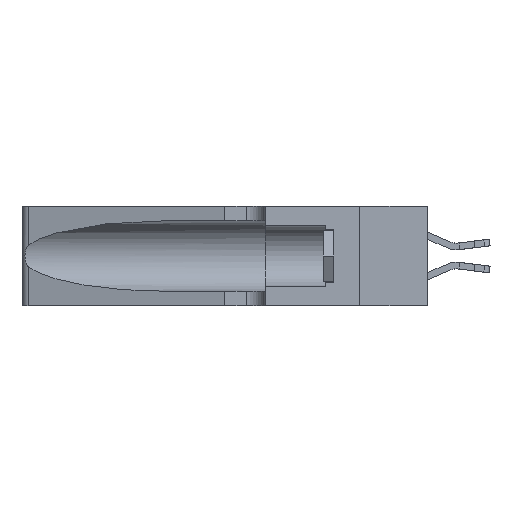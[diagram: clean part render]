
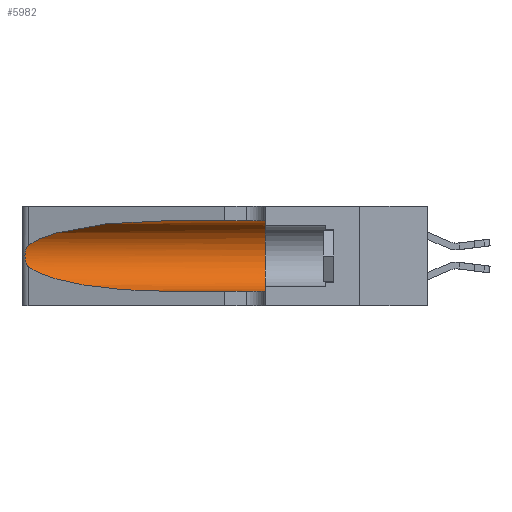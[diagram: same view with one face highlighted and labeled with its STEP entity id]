
A CAD part, left-side view. The second image highlights one B-rep face of the part: STEP entity #5982.
In plain terms, the highlighted cylindrical face has radius 3.308 mm (diameter 6.617 mm), a partial arc.
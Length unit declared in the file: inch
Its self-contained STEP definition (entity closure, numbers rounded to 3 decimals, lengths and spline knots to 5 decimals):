
#678 = CARTESIAN_POINT ( 'NONE',  ( 0.26018, 1.23835, 0.19895 ) ) ;
#1222 = CIRCLE ( 'NONE', #18115, 0.13025 ) ;
#1462 = EDGE_LOOP ( 'NONE', ( #11542, #6611, #16326, #10903, #12355, #14802 ) ) ;
#1977 = EDGE_CURVE ( 'NONE', #2526, #4962, #3233, .T. ) ;
#2526 = VERTEX_POINT ( 'NONE', #14611 ) ;
#2838 = LINE ( 'NONE', #19801, #5448 ) ;
#3205 = CARTESIAN_POINT ( 'NONE',  ( 0.1305, 0.72297, 0.31525 ) ) ;
#3233 = B_SPLINE_CURVE_WITH_KNOTS ( 'NONE', 3,
 ( #17066, #10618, #15574, #5859, #18842, #678, #9123, #5930, #12110, #13728, #4332, #18910, #6561, #10831 ),
 .UNSPECIFIED., .F., .F.,
 ( 4, 2, 2, 2, 2, 2, 4 ),
 ( 0., 0.00027, 0.00053, 0.00107, 0.0016, 0.00187, 0.00214 ),
 .UNSPECIFIED. ) ;
#3391 = EDGE_CURVE ( 'NONE', #11403, #6515, #2838, .T. ) ;
#3778 = CYLINDRICAL_SURFACE ( 'NONE', #5744, 0.13025 ) ;
#4001 = CARTESIAN_POINT ( 'NONE',  ( 0.2373, 1.15595, 0.08982 ) ) ;
#4332 = CARTESIAN_POINT ( 'NONE',  ( 0.25789, 1.23486, 0.15765 ) ) ;
#4434 = CARTESIAN_POINT ( 'NONE',  ( 0.1305, 0.72297, 0.05475 ) ) ;
#4962 = VERTEX_POINT ( 'NONE', #7514 ) ;
#5294 = VECTOR ( 'NONE', #8744, 39.37008 ) ;
#5448 = VECTOR ( 'NONE', #16558, 39.37008 ) ;
#5744 = AXIS2_PLACEMENT_3D ( 'NONE', #13716, #12174, #16907 ) ;
#5820 = CARTESIAN_POINT ( 'NONE',  ( 0.25487, 1.22718, 0.14631 ) ) ;
#5859 = CARTESIAN_POINT ( 'NONE',  ( 0.25787, 1.23484, 0.2124 ) ) ;
#5930 = CARTESIAN_POINT ( 'NONE',  ( 0.26075, 1.23896, 0.178 ) ) ;
#5982 = ADVANCED_FACE ( 'NONE', ( #11712 ), #3778, .F. ) ;
#6152 =( BOUNDED_CURVE ( )  B_SPLINE_CURVE ( 3, ( #3205, #8293, #11373, #8223 ),
 .UNSPECIFIED., .F., .F. ) 
 B_SPLINE_CURVE_WITH_KNOTS ( ( 4, 4 ),
 ( 1.5708, 2.84003 ),
 .UNSPECIFIED. ) 
 CURVE ( )  GEOMETRIC_REPRESENTATION_ITEM ( )  RATIONAL_B_SPLINE_CURVE ( ( 1., 0.87, 0.87, 1. ) ) 
 REPRESENTATION_ITEM ( '' )  );
#6515 = VERTEX_POINT ( 'NONE', #11997 ) ;
#6536 =( BOUNDED_CURVE ( )  B_SPLINE_CURVE ( 3, ( #5820, #4001, #7525, #4434 ),
 .UNSPECIFIED., .F., .F. ) 
 B_SPLINE_CURVE_WITH_KNOTS ( ( 4, 4 ),
 ( 3.44316, 4.71239 ),
 .UNSPECIFIED. ) 
 CURVE ( )  GEOMETRIC_REPRESENTATION_ITEM ( )  RATIONAL_B_SPLINE_CURVE ( ( 1., 0.87, 0.87, 1. ) ) 
 REPRESENTATION_ITEM ( '' )  );
#6561 = CARTESIAN_POINT ( 'NONE',  ( 0.25555, 1.22993, 0.14849 ) ) ;
#6611 = ORIENTED_EDGE ( 'NONE', *, *, #1977, .T. ) ;
#6689 = DIRECTION ( 'NONE',  ( 0., 1., 0. ) ) ;
#7514 = CARTESIAN_POINT ( 'NONE',  ( 0.25487, 1.22718, 0.14631 ) ) ;
#7525 = CARTESIAN_POINT ( 'NONE',  ( 0.18966, 0.96281, 0.05475 ) ) ;
#8223 = CARTESIAN_POINT ( 'NONE',  ( 0.25487, 1.22718, 0.22369 ) ) ;
#8293 = CARTESIAN_POINT ( 'NONE',  ( 0.18966, 0.96281, 0.31525 ) ) ;
#8744 = DIRECTION ( 'NONE',  ( 0., -1., 0. ) ) ;
#9123 = CARTESIAN_POINT ( 'NONE',  ( 0.26075, 1.23896, 0.19203 ) ) ;
#10618 = CARTESIAN_POINT ( 'NONE',  ( 0.25555, 1.22994, 0.2215 ) ) ;
#10831 = CARTESIAN_POINT ( 'NONE',  ( 0.25487, 1.22718, 0.14631 ) ) ;
#10903 = ORIENTED_EDGE ( 'NONE', *, *, #3391, .T. ) ;
#11373 = CARTESIAN_POINT ( 'NONE',  ( 0.2373, 1.15595, 0.28018 ) ) ;
#11403 = VERTEX_POINT ( 'NONE', #16205 ) ;
#11542 = ORIENTED_EDGE ( 'NONE', *, *, #19479, .T. ) ;
#11712 = FACE_OUTER_BOUND ( 'NONE', #1462, .T. ) ;
#11997 = CARTESIAN_POINT ( 'NONE',  ( 0.1305, 0.35, 0.05475 ) ) ;
#12110 = CARTESIAN_POINT ( 'NONE',  ( 0.26017, 1.23833, 0.17102 ) ) ;
#12174 = DIRECTION ( 'NONE',  ( 0., -1., 0. ) ) ;
#12196 = EDGE_CURVE ( 'NONE', #4962, #11403, #6536, .T. ) ;
#12355 = ORIENTED_EDGE ( 'NONE', *, *, #17549, .F. ) ;
#12703 = CARTESIAN_POINT ( 'NONE',  ( 0.1305, 0.35, 0.31525 ) ) ;
#13088 = DIRECTION ( 'NONE',  ( 0., 0., 1. ) ) ;
#13588 = VERTEX_POINT ( 'NONE', #20943 ) ;
#13716 = CARTESIAN_POINT ( 'NONE',  ( 0.1305, 1.61858, 0.185 ) ) ;
#13728 = CARTESIAN_POINT ( 'NONE',  ( 0.25856, 1.23593, 0.16098 ) ) ;
#14611 = CARTESIAN_POINT ( 'NONE',  ( 0.25487, 1.22718, 0.22369 ) ) ;
#14802 = ORIENTED_EDGE ( 'NONE', *, *, #19558, .F. ) ;
#15574 = CARTESIAN_POINT ( 'NONE',  ( 0.25639, 1.23184, 0.21858 ) ) ;
#16205 = CARTESIAN_POINT ( 'NONE',  ( 0.1305, 0.72297, 0.05475 ) ) ;
#16326 = ORIENTED_EDGE ( 'NONE', *, *, #12196, .T. ) ;
#16558 = DIRECTION ( 'NONE',  ( 0., -1., 0. ) ) ;
#16907 = DIRECTION ( 'NONE',  ( 0., 0., -1. ) ) ;
#17066 = CARTESIAN_POINT ( 'NONE',  ( 0.25487, 1.22718, 0.22369 ) ) ;
#17137 = VERTEX_POINT ( 'NONE', #12703 ) ;
#17549 = EDGE_CURVE ( 'NONE', #17137, #6515, #1222, .T. ) ;
#18115 = AXIS2_PLACEMENT_3D ( 'NONE', #19579, #6689, #13088 ) ;
#18245 = CARTESIAN_POINT ( 'NONE',  ( 0.1305, 1.61858, 0.31525 ) ) ;
#18842 = CARTESIAN_POINT ( 'NONE',  ( 0.25854, 1.2359, 0.20912 ) ) ;
#18910 = CARTESIAN_POINT ( 'NONE',  ( 0.25639, 1.23186, 0.15144 ) ) ;
#19479 = EDGE_CURVE ( 'NONE', #13588, #2526, #6152, .T. ) ;
#19558 = EDGE_CURVE ( 'NONE', #13588, #17137, #20338, .T. ) ;
#19579 = CARTESIAN_POINT ( 'NONE',  ( 0.1305, 0.35, 0.185 ) ) ;
#19801 = CARTESIAN_POINT ( 'NONE',  ( 0.1305, 1.61858, 0.05475 ) ) ;
#20338 = LINE ( 'NONE', #18245, #5294 ) ;
#20943 = CARTESIAN_POINT ( 'NONE',  ( 0.1305, 0.72297, 0.31525 ) ) ;
